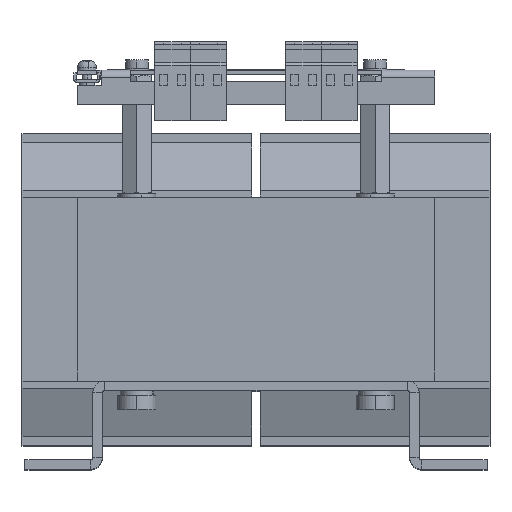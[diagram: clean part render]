
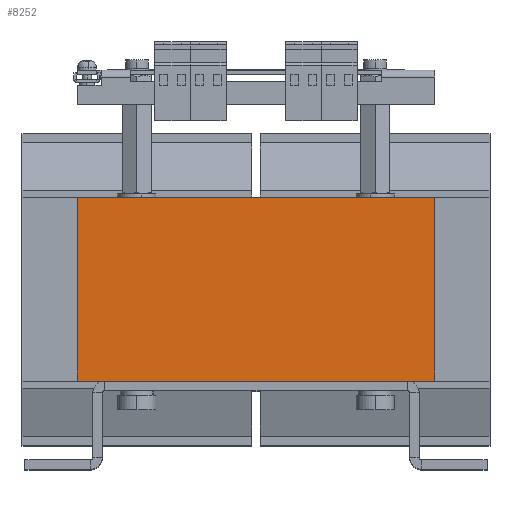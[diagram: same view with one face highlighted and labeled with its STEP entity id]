
A CAD part, top view. The second image highlights one B-rep face of the part: STEP entity #8252.
In plain terms, the highlighted planar face has unit normal (0, 0, 1).
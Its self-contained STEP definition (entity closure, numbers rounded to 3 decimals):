
#286 = VECTOR ( 'NONE', #3898, 1000. ) ;
#356 = DIRECTION ( 'NONE',  ( 0., 1., 0. ) ) ;
#461 = EDGE_LOOP ( 'NONE', ( #1245, #2436, #14879, #6128 ) ) ;
#978 = CARTESIAN_POINT ( 'NONE',  ( 75., 38.5, 125. ) ) ;
#1245 = ORIENTED_EDGE ( 'NONE', *, *, #2543, .T. ) ;
#2057 = LINE ( 'NONE', #978, #7570 ) ;
#2436 = ORIENTED_EDGE ( 'NONE', *, *, #3422, .F. ) ;
#2543 = EDGE_CURVE ( 'NONE', #11034, #11347, #8992, .T. ) ;
#2812 = EDGE_CURVE ( 'NONE', #6696, #11034, #14453, .T. ) ;
#2825 = CARTESIAN_POINT ( 'NONE',  ( -75., 38.5, 125. ) ) ;
#3096 = CARTESIAN_POINT ( 'NONE',  ( 75., -38.5, 125. ) ) ;
#3422 = EDGE_CURVE ( 'NONE', #12140, #11347, #2057, .T. ) ;
#3748 = PLANE ( 'NONE',  #8883 ) ;
#3789 = DIRECTION ( 'NONE',  ( 0., -1., 0. ) ) ;
#3898 = DIRECTION ( 'NONE',  ( 1., 0., 0. ) ) ;
#6128 = ORIENTED_EDGE ( 'NONE', *, *, #2812, .T. ) ;
#6563 = VECTOR ( 'NONE', #3789, 1000. ) ;
#6696 = VERTEX_POINT ( 'NONE', #11239 ) ;
#6823 = CARTESIAN_POINT ( 'NONE',  ( -75., -38.5, 125. ) ) ;
#7540 = DIRECTION ( 'NONE',  ( 0., 0., -1. ) ) ;
#7570 = VECTOR ( 'NONE', #8242, 1000. ) ;
#8242 = DIRECTION ( 'NONE',  ( 0., -1., 0. ) ) ;
#8252 = ADVANCED_FACE ( 'NONE', ( #10864 ), #3748, .F. ) ;
#8883 = AXIS2_PLACEMENT_3D ( 'NONE', #2825, #7540, #356 ) ;
#8992 = LINE ( 'NONE', #9224, #14447 ) ;
#9224 = CARTESIAN_POINT ( 'NONE',  ( -75., -38.5, 125. ) ) ;
#10067 = DIRECTION ( 'NONE',  ( 1., 0., 0. ) ) ;
#10310 = CARTESIAN_POINT ( 'NONE',  ( 75., 38.5, 125. ) ) ;
#10864 = FACE_OUTER_BOUND ( 'NONE', #461, .T. ) ;
#10985 = CARTESIAN_POINT ( 'NONE',  ( -75., 38.5, 125. ) ) ;
#11034 = VERTEX_POINT ( 'NONE', #6823 ) ;
#11239 = CARTESIAN_POINT ( 'NONE',  ( -75., 38.5, 125. ) ) ;
#11347 = VERTEX_POINT ( 'NONE', #3096 ) ;
#12070 = EDGE_CURVE ( 'NONE', #6696, #12140, #14484, .T. ) ;
#12140 = VERTEX_POINT ( 'NONE', #10310 ) ;
#14447 = VECTOR ( 'NONE', #10067, 1000. ) ;
#14453 = LINE ( 'NONE', #10985, #6563 ) ;
#14484 = LINE ( 'NONE', #14563, #286 ) ;
#14563 = CARTESIAN_POINT ( 'NONE',  ( -75., 38.5, 125. ) ) ;
#14879 = ORIENTED_EDGE ( 'NONE', *, *, #12070, .F. ) ;
